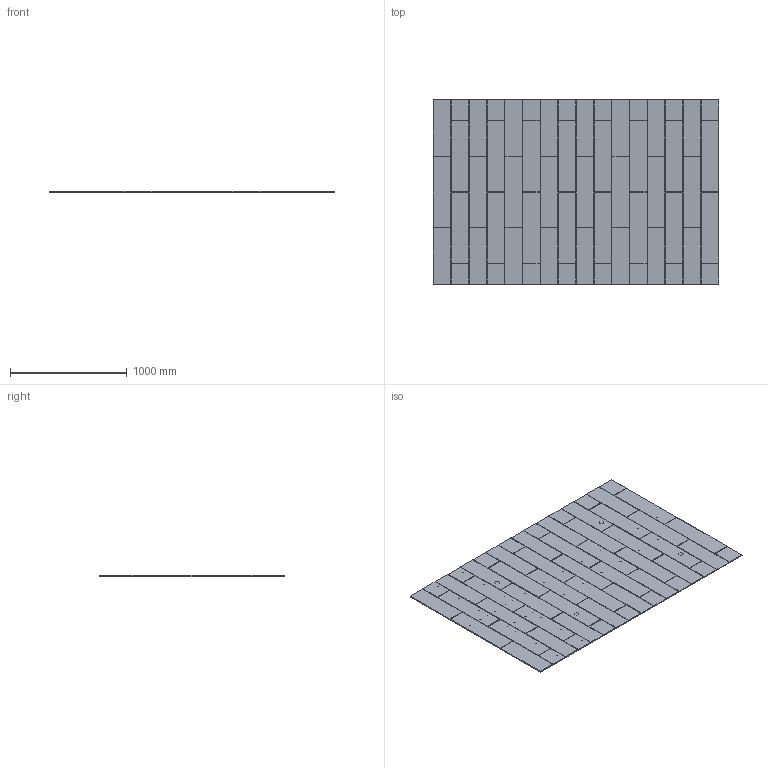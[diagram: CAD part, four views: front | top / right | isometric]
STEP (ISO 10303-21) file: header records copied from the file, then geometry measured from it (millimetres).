
FILE_DESCRIPTION (( 'STEP AP203' ), '1' );
FILE_NAME ('MSMK9662.STEP', '2021-10-26T14:09:25', ( '' ), ( '' ), 'SwSTEP 2.0', 'SolidWorks 2020', '' );
FILE_SCHEMA (( 'CONFIG_CONTROL_DESIGN' ));
Length unit declared in the file: millimetre
Products named in the file (1): MSMK9662
Bounding box: 2438.4 x 1574.8 x 9.53 mm (x, y, z)
Volume: 36475244.1 mm3; surface area: 7776006.7 mm2
Topology: 1 solids, 1 shells, 1224 faces, 3071 edges, 1913 vertices
Faces by surface type: cylinder 462, plane 346, bspline 311, torus 88, sphere 9, cone 8
Entity records: 73982 total; most frequent: CARTESIAN_POINT 48052, ORIENTED_EDGE 6140, DIRECTION 4015, EDGE_CURVE 3070, VERTEX_POINT 1913, AXIS2_PLACEMENT_3D 1399, B_SPLINE_CURVE_WITH_KNOTS 1368, EDGE_LOOP 1289
